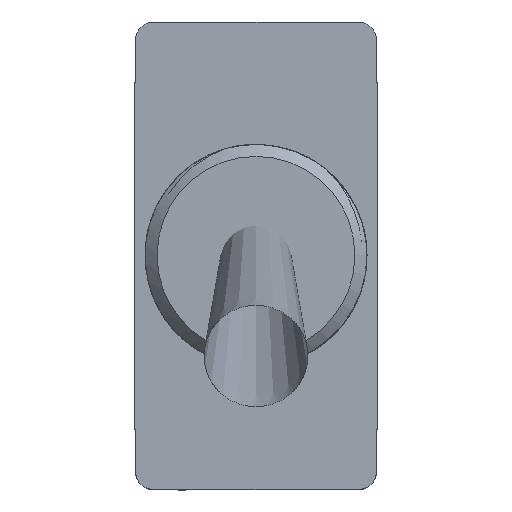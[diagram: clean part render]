
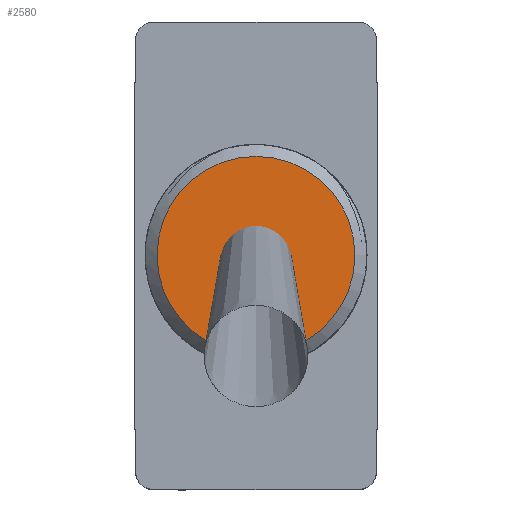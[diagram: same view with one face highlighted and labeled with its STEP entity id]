
A CAD part, top view. The second image highlights one B-rep face of the part: STEP entity #2580.
In plain terms, the highlighted planar face has unit normal (0, 0, 1).
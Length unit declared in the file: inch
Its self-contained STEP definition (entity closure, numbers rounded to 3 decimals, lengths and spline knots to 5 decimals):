
#20=PLANE('',#2742);
#257=FACE_OUTER_BOUND('',#396,.T.);
#396=EDGE_LOOP('',(#1920));
#1073=CIRCLE('',#2741,0.11);
#1170=VERTEX_POINT('',#5013);
#1455=EDGE_CURVE('',#1170,#1170,#1073,.T.);
#1920=ORIENTED_EDGE('',*,*,#1455,.F.);
#2580=ADVANCED_FACE('',(#257),#20,.T.);
#2741=AXIS2_PLACEMENT_3D('',#5014,#2992,#2993);
#2742=AXIS2_PLACEMENT_3D('',#5016,#2995,#2996);
#2992=DIRECTION('center_axis',(0.,0.,
-1.));
#2993=DIRECTION('ref_axis',(-1.,0.,0.));
#2995=DIRECTION('center_axis',(0.,0.,
1.));
#2996=DIRECTION('ref_axis',(-1.,0.,0.));
#5013=CARTESIAN_POINT('',(0.07622,0.22629,0.05839));
#5014=CARTESIAN_POINT('Origin',(-0.03378,0.22629,0.05839));
#5016=CARTESIAN_POINT('Origin',(-0.03378,0.22629,0.05839));
